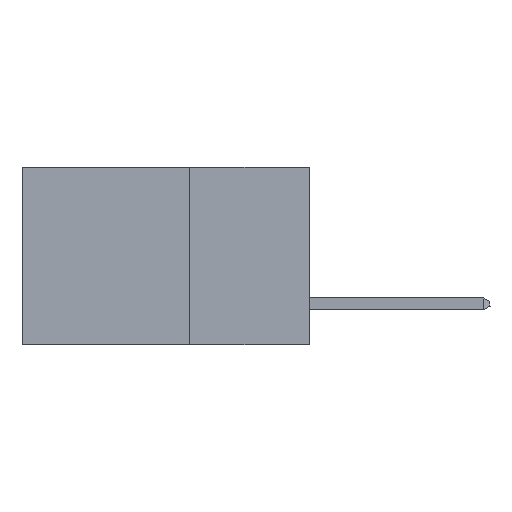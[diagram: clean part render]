
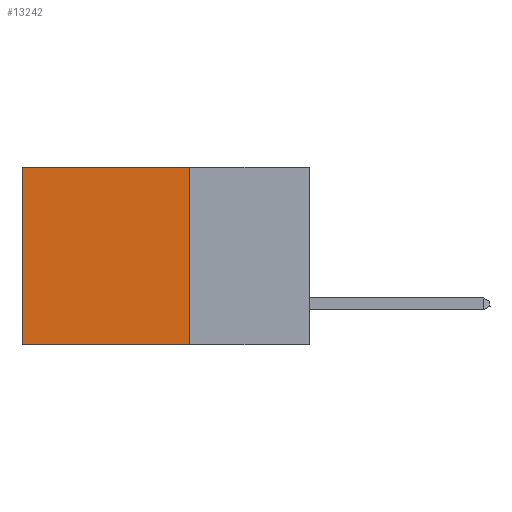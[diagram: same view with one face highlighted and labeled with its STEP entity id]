
A CAD part, left-side view. The second image highlights one B-rep face of the part: STEP entity #13242.
In plain terms, the highlighted planar face has unit normal (-1, 0, 0).
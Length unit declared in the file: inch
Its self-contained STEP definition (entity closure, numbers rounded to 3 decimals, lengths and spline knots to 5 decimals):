
#469 = FACE_OUTER_BOUND ( 'NONE', #4215, .T. ) ;
#1009 = CARTESIAN_POINT ( 'NONE',  ( 0.2875, 0.25, -0.37 ) ) ;
#1101 = VERTEX_POINT ( 'NONE', #17327 ) ;
#1353 = CARTESIAN_POINT ( 'NONE',  ( 0.2875, 0.25, 0. ) ) ;
#1658 = ORIENTED_EDGE ( 'NONE', *, *, #5744, .T. ) ;
#2628 = ORIENTED_EDGE ( 'NONE', *, *, #9482, .F. ) ;
#2677 = CARTESIAN_POINT ( 'NONE',  ( 0.2875, 0.25, 0. ) ) ;
#3073 = CARTESIAN_POINT ( 'NONE',  ( 0.2875, 0.25, 0. ) ) ;
#3647 = LINE ( 'NONE', #15532, #6791 ) ;
#4050 = LINE ( 'NONE', #1009, #8279 ) ;
#4215 = EDGE_LOOP ( 'NONE', ( #1658, #8752, #2628, #9621 ) ) ;
#4388 = DIRECTION ( 'NONE',  ( 1., 0., 0. ) ) ;
#5080 = CARTESIAN_POINT ( 'NONE',  ( 0.2875, 0.25, -0.37 ) ) ;
#5562 = CARTESIAN_POINT ( 'NONE',  ( 0.2875, 0.6, 0. ) ) ;
#5744 = EDGE_CURVE ( 'NONE', #11690, #1101, #10252, .T. ) ;
#6791 = VECTOR ( 'NONE', #16984, 39.37008 ) ;
#8279 = VECTOR ( 'NONE', #13965, 39.37008 ) ;
#8604 = DIRECTION ( 'NONE',  ( 0., 0., -1. ) ) ;
#8752 = ORIENTED_EDGE ( 'NONE', *, *, #17108, .F. ) ;
#9482 = EDGE_CURVE ( 'NONE', #18390, #12929, #11856, .T. ) ;
#9621 = ORIENTED_EDGE ( 'NONE', *, *, #13048, .T. ) ;
#10047 = VECTOR ( 'NONE', #13056, 39.37008 ) ;
#10252 = LINE ( 'NONE', #5562, #13647 ) ;
#11513 = DIRECTION ( 'NONE',  ( 0., 0., -1. ) ) ;
#11690 = VERTEX_POINT ( 'NONE', #16604 ) ;
#11856 = LINE ( 'NONE', #3073, #10047 ) ;
#12929 = VERTEX_POINT ( 'NONE', #5080 ) ;
#13048 = EDGE_CURVE ( 'NONE', #18390, #11690, #3647, .T. ) ;
#13056 = DIRECTION ( 'NONE',  ( 0., 0., -1. ) ) ;
#13236 = AXIS2_PLACEMENT_3D ( 'NONE', #1353, #4388, #11513 ) ;
#13242 = ADVANCED_FACE ( 'NONE', ( #469 ), #17047, .F. ) ;
#13647 = VECTOR ( 'NONE', #8604, 39.37008 ) ;
#13965 = DIRECTION ( 'NONE',  ( 0., 1., 0. ) ) ;
#15532 = CARTESIAN_POINT ( 'NONE',  ( 0.2875, 0.25, 0. ) ) ;
#16604 = CARTESIAN_POINT ( 'NONE',  ( 0.2875, 0.6, 0. ) ) ;
#16984 = DIRECTION ( 'NONE',  ( 0., 1., 0. ) ) ;
#17047 = PLANE ( 'NONE',  #13236 ) ;
#17108 = EDGE_CURVE ( 'NONE', #12929, #1101, #4050, .T. ) ;
#17327 = CARTESIAN_POINT ( 'NONE',  ( 0.2875, 0.6, -0.37 ) ) ;
#18390 = VERTEX_POINT ( 'NONE', #2677 ) ;
